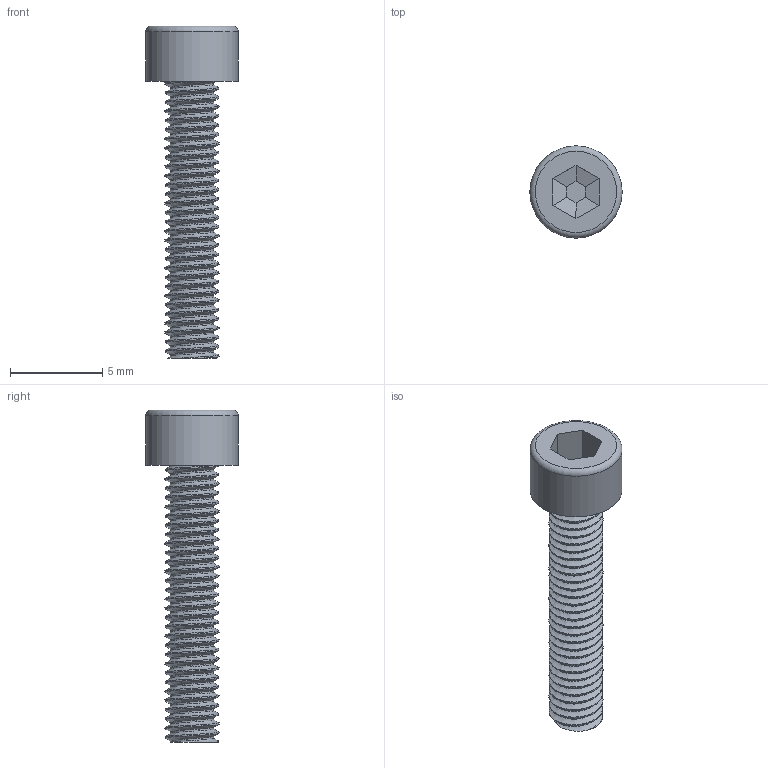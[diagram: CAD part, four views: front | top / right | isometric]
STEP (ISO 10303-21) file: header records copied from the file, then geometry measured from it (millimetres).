
FILE_DESCRIPTION(/* description */ ('','CAx-IF Rec.Pracs.---Representation and Presentation of Product Manufacturing Information (PMI)---4.0---2014-10-13'),/* implementation_level */ '2;1');
FILE_NAME(/* name */ 'M3 X 15mm Hex.step',/* time_stamp */ '2024-12-12T21:51:39+05:30',/* author */ (''),/* organization */ (''),/* preprocessor_version */ 'ST-DEVELOPER v20',/* originating_system */ 'Autodesk Translation Framework v13.20.0.188',/* authorisation */ '');
FILE_SCHEMA (('AP242_MANAGED_MODEL_BASED_3D_ENGINEERING_MIM_LF { 1 0 10303 442 1 1 4 }'));
Length unit declared in the file: millimetre
Products named in the file (1): (Unsaved)
Bounding box: 5 x 5 x 18 mm (x, y, z)
Volume: 126.1 mm3; surface area: 312.3 mm2
Topology: 1 solids, 1 shells, 82 faces, 227 edges, 149 vertices
Faces by surface type: cylinder 63, plane 16, bspline 2, torus 1
Full cylindrical faces by diameter (mm): 2.356 x11, 2.927 x19, 5 x1
Entity records: 6075 total; most frequent: CARTESIAN_POINT 4200, ORIENTED_EDGE 454, DIRECTION 269, EDGE_CURVE 227, VERTEX_POINT 149, B_SPLINE_CURVE_WITH_KNOTS 128, LINE 91, VECTOR 91
